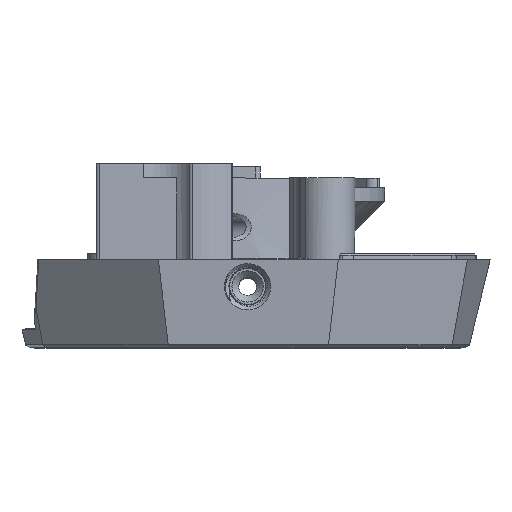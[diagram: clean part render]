
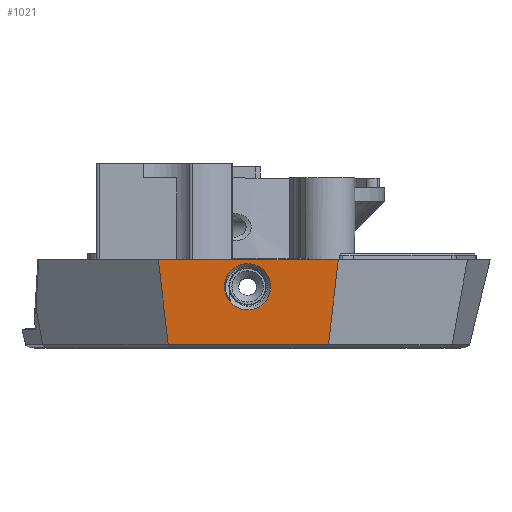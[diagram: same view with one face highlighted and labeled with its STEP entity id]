
A CAD part, top view. The second image highlights one B-rep face of the part: STEP entity #1021.
In plain terms, the highlighted planar face has unit normal (0, -0.087, 0.996).
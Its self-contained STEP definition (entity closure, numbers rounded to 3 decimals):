
#238=PLANE('',#9299);
#1021=ADVANCED_FACE('',(#3358,#3359),#238,.T.);
#1585=B_SPLINE_CURVE_WITH_KNOTS('',3,(#14037,#14038,#14039,#14040,#14041,
#14042,#14043,#14044,#14045,#14046,#14047,#14048,#14049,#14050,#14051,#14052,
#14053,#14054,#14055,#14056,#14057,#14058,#14059,#14060,#14061),
 .UNSPECIFIED.,.T.,.F.,(1,3,3,3,3,3,3,3,3,3,1),(-0.125,0.,0.125,0.25,0.375,
0.5,0.625,0.75,0.875,1.,1.125),.UNSPECIFIED.);
#1817=LINE('',#12856,#2622);
#1954=LINE('',#14026,#2759);
#1960=LINE('',#14063,#2765);
#1961=LINE('',#14065,#2766);
#2622=VECTOR('',#10134,1.);
#2759=VECTOR('',#10581,1.);
#2765=VECTOR('',#10591,1.);
#2766=VECTOR('',#10592,1.);
#3358=FACE_BOUND('',#3531,.T.);
#3359=FACE_BOUND('',#3532,.T.);
#3531=EDGE_LOOP('',(#4599));
#3532=EDGE_LOOP('',(#4600,#4601,#4602,#4603));
#4599=ORIENTED_EDGE('',*,*,#7844,.T.);
#4600=ORIENTED_EDGE('',*,*,#7845,.F.);
#4601=ORIENTED_EDGE('',*,*,#7846,.T.);
#4602=ORIENTED_EDGE('',*,*,#7590,.T.);
#4603=ORIENTED_EDGE('',*,*,#7838,.T.);
#6709=VERTEX_POINT('',#12855);
#6710=VERTEX_POINT('',#12857);
#6879=VERTEX_POINT('',#14024);
#6884=VERTEX_POINT('',#14062);
#6885=VERTEX_POINT('',#14064);
#7590=EDGE_CURVE('',#6710,#6709,#1817,.T.);
#7838=EDGE_CURVE('',#6709,#6879,#1954,.T.);
#7844=EDGE_CURVE('',#6884,#6884,#1585,.T.);
#7845=EDGE_CURVE('',#6885,#6879,#1960,.T.);
#7846=EDGE_CURVE('',#6885,#6710,#1961,.T.);
#9299=AXIS2_PLACEMENT_3D('',#14066,#10593,#10594);
#10134=DIRECTION('',(-1.,0.,0.));
#10581=DIRECTION('',(0.114,-0.99,-0.087));
#10591=DIRECTION('',(-1.,0.,0.));
#10592=DIRECTION('',(0.114,0.99,0.087));
#10593=DIRECTION('',(0.,-0.087,0.996));
#10594=DIRECTION('',(-1.,0.,0.));
#12855=CARTESIAN_POINT('',(-11.98,3.6,130.191));
#12856=CARTESIAN_POINT('',(0.43,3.6,130.191));
#12857=CARTESIAN_POINT('',(12.181,3.6,130.191));
#14024=CARTESIAN_POINT('',(-10.664,-7.802,129.193));
#14026=CARTESIAN_POINT('',(-11.444,-1.046,129.784));
#14037=CARTESIAN_POINT('',(0.,-3.152,129.6));
#14038=CARTESIAN_POINT('',(-0.812,-3.152,129.6));
#14039=CARTESIAN_POINT('',(-1.618,-2.818,129.629));
#14040=CARTESIAN_POINT('',(-2.192,-2.244,129.68));
#14041=CARTESIAN_POINT('',(-2.766,-1.671,129.73));
#14042=CARTESIAN_POINT('',(-3.1,-0.864,129.8));
#14043=CARTESIAN_POINT('',(-3.1,-0.052,129.871));
#14044=CARTESIAN_POINT('',(-3.1,0.759,129.942));
#14045=CARTESIAN_POINT('',(-2.766,1.566,130.013));
#14046=CARTESIAN_POINT('',(-2.192,2.14,130.063));
#14047=CARTESIAN_POINT('',(-1.618,2.714,130.113));
#14048=CARTESIAN_POINT('',(-0.811,3.047,130.143));
#14049=CARTESIAN_POINT('',(0.,3.048,130.143));
#14050=CARTESIAN_POINT('',(0.811,3.048,130.143));
#14051=CARTESIAN_POINT('',(1.618,2.713,130.113));
#14052=CARTESIAN_POINT('',(2.192,2.14,130.063));
#14053=CARTESIAN_POINT('',(2.766,1.566,130.013));
#14054=CARTESIAN_POINT('',(3.1,0.759,129.942));
#14055=CARTESIAN_POINT('',(3.1,-0.052,129.871));
#14056=CARTESIAN_POINT('',(3.1,-0.864,129.8));
#14057=CARTESIAN_POINT('',(2.766,-1.67,129.73));
#14058=CARTESIAN_POINT('',(2.192,-2.244,129.68));
#14059=CARTESIAN_POINT('',(1.618,-2.818,129.629));
#14060=CARTESIAN_POINT('',(0.813,-3.152,129.6));
#14061=CARTESIAN_POINT('',(0.,-3.152,129.6));
#14062=CARTESIAN_POINT('',(0.,-3.152,129.6));
#14063=CARTESIAN_POINT('',(0.023,-7.802,129.193));
#14064=CARTESIAN_POINT('',(10.865,-7.802,129.193));
#14065=CARTESIAN_POINT('',(12.131,3.174,130.154));
#14066=CARTESIAN_POINT('',(-0.168,0.303,129.902));
